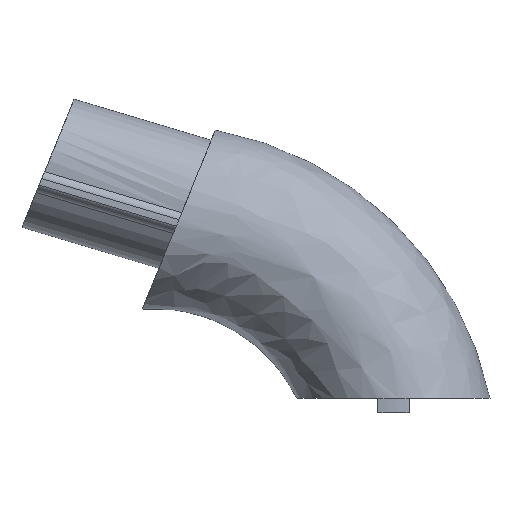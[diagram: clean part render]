
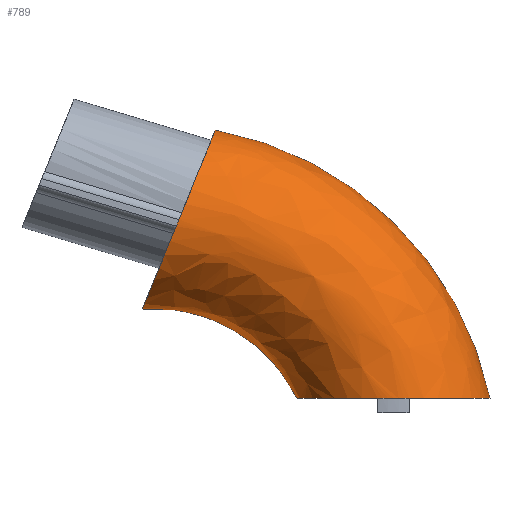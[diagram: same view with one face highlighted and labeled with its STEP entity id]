
A CAD part, front view. The second image highlights one B-rep face of the part: STEP entity #789.
In plain terms, the highlighted free-form (B-spline) face has degree [2, 2] with [9, 3] control points.
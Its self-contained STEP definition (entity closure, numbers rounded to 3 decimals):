
#28=(
BOUNDED_SURFACE()
B_SPLINE_SURFACE(2,2,((#1522,#1523,#1524),(#1525,#1526,#1527),(#1528,#1529,
#1530),(#1531,#1532,#1533),(#1534,#1535,#1536),(#1537,#1538,#1539),(#1540,
#1541,#1542),(#1543,#1544,#1545),(#1546,#1547,#1548)),.UNSPECIFIED.,.T.,
 .F.,.F.)
B_SPLINE_SURFACE_WITH_KNOTS((3,2,2,2,3),(3,3),(-3.142,-1.571,
0.,1.571,3.142),(0.,1.184),
 .UNSPECIFIED.)
GEOMETRIC_REPRESENTATION_ITEM()
RATIONAL_B_SPLINE_SURFACE(((1.,0.83,1.),(0.707,
0.587,0.707),(1.,0.83,1.),(0.707,
0.587,0.707),(1.,0.83,1.),(0.707,
0.587,0.707),(1.,0.83,1.),(0.707,
0.587,0.707),(1.,0.83,1.)))
REPRESENTATION_ITEM('')
SURFACE()
);
#32=CIRCLE('',#804,13.5);
#33=CIRCLE('',#805,13.5);
#36=CIRCLE('',#820,13.5);
#37=CIRCLE('',#822,13.5);
#39=CIRCLE('',#824,13.5);
#60=CIRCLE('',#860,13.5);
#61=CIRCLE('',#861,13.5);
#63=CIRCLE('',#871,13.5);
#64=CIRCLE('',#872,13.5);
#66=CIRCLE('',#875,13.5);
#67=CIRCLE('',#876,48.108);
#68=CIRCLE('',#877,13.5);
#69=CIRCLE('',#878,13.5);
#148=FACE_OUTER_BOUND('',#192,.T.);
#192=EDGE_LOOP('',(#717,#718,#719,#720,#721,#722,#723,#724,#725,#726,#727,
#728,#729,#730));
#313=VERTEX_POINT('',#1118);
#321=VERTEX_POINT('',#1139);
#322=VERTEX_POINT('',#1141);
#330=VERTEX_POINT('',#1164);
#339=VERTEX_POINT('',#1189);
#362=VERTEX_POINT('',#1469);
#363=VERTEX_POINT('',#1470);
#364=VERTEX_POINT('',#1472);
#371=VERTEX_POINT('',#1496);
#377=VERTEX_POINT('',#1511);
#379=VERTEX_POINT('',#1517);
#380=VERTEX_POINT('',#1549);
#396=EDGE_CURVE('',#321,#322,#32,.T.);
#397=EDGE_CURVE('',#322,#313,#33,.T.);
#419=EDGE_CURVE('',#339,#330,#36,.T.);
#422=EDGE_CURVE('',#330,#321,#37,.T.);
#424=EDGE_CURVE('',#313,#339,#39,.T.);
#471=EDGE_CURVE('',#362,#363,#60,.T.);
#472=EDGE_CURVE('',#363,#364,#61,.T.);
#494=EDGE_CURVE('',#371,#379,#63,.T.);
#495=EDGE_CURVE('',#379,#377,#64,.T.);
#497=EDGE_CURVE('',#380,#371,#66,.T.);
#498=EDGE_CURVE('',#380,#322,#67,.T.);
#499=EDGE_CURVE('',#364,#380,#68,.T.);
#500=EDGE_CURVE('',#377,#362,#69,.T.);
#717=ORIENTED_EDGE('',*,*,#497,.F.);
#718=ORIENTED_EDGE('',*,*,#498,.T.);
#719=ORIENTED_EDGE('',*,*,#396,.F.);
#720=ORIENTED_EDGE('',*,*,#422,.F.);
#721=ORIENTED_EDGE('',*,*,#419,.F.);
#722=ORIENTED_EDGE('',*,*,#424,.F.);
#723=ORIENTED_EDGE('',*,*,#397,.F.);
#724=ORIENTED_EDGE('',*,*,#498,.F.);
#725=ORIENTED_EDGE('',*,*,#499,.F.);
#726=ORIENTED_EDGE('',*,*,#472,.F.);
#727=ORIENTED_EDGE('',*,*,#471,.F.);
#728=ORIENTED_EDGE('',*,*,#500,.F.);
#729=ORIENTED_EDGE('',*,*,#495,.F.);
#730=ORIENTED_EDGE('',*,*,#494,.F.);
#789=ADVANCED_FACE('',(#148),#28,.T.);
#804=AXIS2_PLACEMENT_3D('',#1142,#910,#911);
#805=AXIS2_PLACEMENT_3D('',#1143,#912,#913);
#820=AXIS2_PLACEMENT_3D('',#1191,#954,#955);
#822=AXIS2_PLACEMENT_3D('',#1202,#960,#961);
#824=AXIS2_PLACEMENT_3D('',#1210,#964,#965);
#860=AXIS2_PLACEMENT_3D('',#1471,#1045,#1046);
#861=AXIS2_PLACEMENT_3D('',#1473,#1047,#1048);
#871=AXIS2_PLACEMENT_3D('',#1518,#1087,#1088);
#872=AXIS2_PLACEMENT_3D('',#1519,#1089,#1090);
#875=AXIS2_PLACEMENT_3D('',#1550,#1095,#1096);
#876=AXIS2_PLACEMENT_3D('',#1551,#1097,#1098);
#877=AXIS2_PLACEMENT_3D('',#1552,#1099,#1100);
#878=AXIS2_PLACEMENT_3D('',#1553,#1101,#1102);
#910=DIRECTION('center_axis',(-0.926,0.,0.378));
#911=DIRECTION('ref_axis',(-0.378,0.,-0.926));
#912=DIRECTION('center_axis',(-0.926,0.,0.378));
#913=DIRECTION('ref_axis',(-0.378,0.,-0.926));
#954=DIRECTION('center_axis',(-0.926,0.,0.378));
#955=DIRECTION('ref_axis',(-0.378,0.,-0.926));
#960=DIRECTION('center_axis',(-0.926,0.,0.378));
#961=DIRECTION('ref_axis',(-0.378,0.,-0.926));
#964=DIRECTION('center_axis',(-0.926,0.,0.378));
#965=DIRECTION('ref_axis',(-0.378,0.,-0.926));
#1045=DIRECTION('center_axis',(0.,0.,-1.));
#1046=DIRECTION('ref_axis',(-1.,0.,0.));
#1047=DIRECTION('center_axis',(0.,0.,-1.));
#1048=DIRECTION('ref_axis',(-1.,0.,0.));
#1087=DIRECTION('center_axis',(0.,0.,-1.));
#1088=DIRECTION('ref_axis',(-1.,0.,0.));
#1089=DIRECTION('center_axis',(0.,0.,-1.));
#1090=DIRECTION('ref_axis',(-1.,0.,0.));
#1095=DIRECTION('center_axis',(0.,0.,-1.));
#1096=DIRECTION('ref_axis',(-1.,0.,0.));
#1097=DIRECTION('center_axis',(0.,-1.,0.));
#1098=DIRECTION('ref_axis',(0.979,0.,0.204));
#1099=DIRECTION('center_axis',(0.,0.,-1.));
#1100=DIRECTION('ref_axis',(-1.,0.,0.));
#1101=DIRECTION('center_axis',(0.,0.,-1.));
#1102=DIRECTION('ref_axis',(-1.,0.,0.));
#1118=CARTESIAN_POINT('',(-30.,13.5,25.));
#1139=CARTESIAN_POINT('',(-30.,-13.5,25.));
#1141=CARTESIAN_POINT('',(-24.903,0.,37.501));
#1142=CARTESIAN_POINT('Origin',(-30.,0.,25.));
#1143=CARTESIAN_POINT('Origin',(-30.,0.,25.));
#1164=CARTESIAN_POINT('',(-30.378,-13.463,24.074));
#1189=CARTESIAN_POINT('',(-30.378,13.463,24.074));
#1191=CARTESIAN_POINT('Origin',(-30.,0.,25.));
#1202=CARTESIAN_POINT('Origin',(-30.,0.,25.));
#1210=CARTESIAN_POINT('Origin',(-30.,0.,25.));
#1469=CARTESIAN_POINT('',(-2.19,13.321,0.));
#1470=CARTESIAN_POINT('',(0.,13.5,0.));
#1471=CARTESIAN_POINT('Origin',(0.,0.,0.));
#1472=CARTESIAN_POINT('',(2.19,13.321,0.));
#1473=CARTESIAN_POINT('Origin',(0.,0.,0.));
#1496=CARTESIAN_POINT('',(2.19,-13.321,0.));
#1511=CARTESIAN_POINT('',(-2.19,-13.321,0.));
#1517=CARTESIAN_POINT('',(0.,-13.5,0.));
#1518=CARTESIAN_POINT('Origin',(0.,0.,0.));
#1519=CARTESIAN_POINT('Origin',(0.,0.,0.));
#1522=CARTESIAN_POINT('Ctrl Pts',(13.5,0.,0.));
#1523=CARTESIAN_POINT('Ctrl Pts',(6.902,0.,
31.658));
#1524=CARTESIAN_POINT('Ctrl Pts',(-24.903,0.,
37.501));
#1525=CARTESIAN_POINT('Ctrl Pts',(13.5,13.5,0.));
#1526=CARTESIAN_POINT('Ctrl Pts',(6.902,13.5,31.658));
#1527=CARTESIAN_POINT('Ctrl Pts',(-24.903,13.5,37.501));
#1528=CARTESIAN_POINT('Ctrl Pts',(0.,13.5,0.));
#1529=CARTESIAN_POINT('Ctrl Pts',(-6.598,13.5,22.583));
#1530=CARTESIAN_POINT('Ctrl Pts',(-30.,13.5,25.));
#1531=CARTESIAN_POINT('Ctrl Pts',(-13.5,13.5,0.));
#1532=CARTESIAN_POINT('Ctrl Pts',(-20.098,13.5,13.508));
#1533=CARTESIAN_POINT('Ctrl Pts',(-35.097,13.5,12.499));
#1534=CARTESIAN_POINT('Ctrl Pts',(-13.5,0.,0.));
#1535=CARTESIAN_POINT('Ctrl Pts',(-20.098,0.,13.508));
#1536=CARTESIAN_POINT('Ctrl Pts',(-35.097,0.,12.499));
#1537=CARTESIAN_POINT('Ctrl Pts',(-13.5,-13.5,0.));
#1538=CARTESIAN_POINT('Ctrl Pts',(-20.098,-13.5,13.508));
#1539=CARTESIAN_POINT('Ctrl Pts',(-35.097,-13.5,12.499));
#1540=CARTESIAN_POINT('Ctrl Pts',(0.,-13.5,0.));
#1541=CARTESIAN_POINT('Ctrl Pts',(-6.598,-13.5,22.583));
#1542=CARTESIAN_POINT('Ctrl Pts',(-30.,-13.5,25.));
#1543=CARTESIAN_POINT('Ctrl Pts',(13.5,-13.5,0.));
#1544=CARTESIAN_POINT('Ctrl Pts',(6.902,-13.5,31.658));
#1545=CARTESIAN_POINT('Ctrl Pts',(-24.903,-13.5,37.501));
#1546=CARTESIAN_POINT('Ctrl Pts',(13.5,0.,0.));
#1547=CARTESIAN_POINT('Ctrl Pts',(6.902,0.,
31.658));
#1548=CARTESIAN_POINT('Ctrl Pts',(-24.903,0.,
37.501));
#1549=CARTESIAN_POINT('',(13.5,0.,0.));
#1550=CARTESIAN_POINT('Origin',(0.,0.,0.));
#1551=CARTESIAN_POINT('Origin',(-33.596,0.,
-9.815));
#1552=CARTESIAN_POINT('Origin',(0.,0.,0.));
#1553=CARTESIAN_POINT('Origin',(0.,0.,0.));
